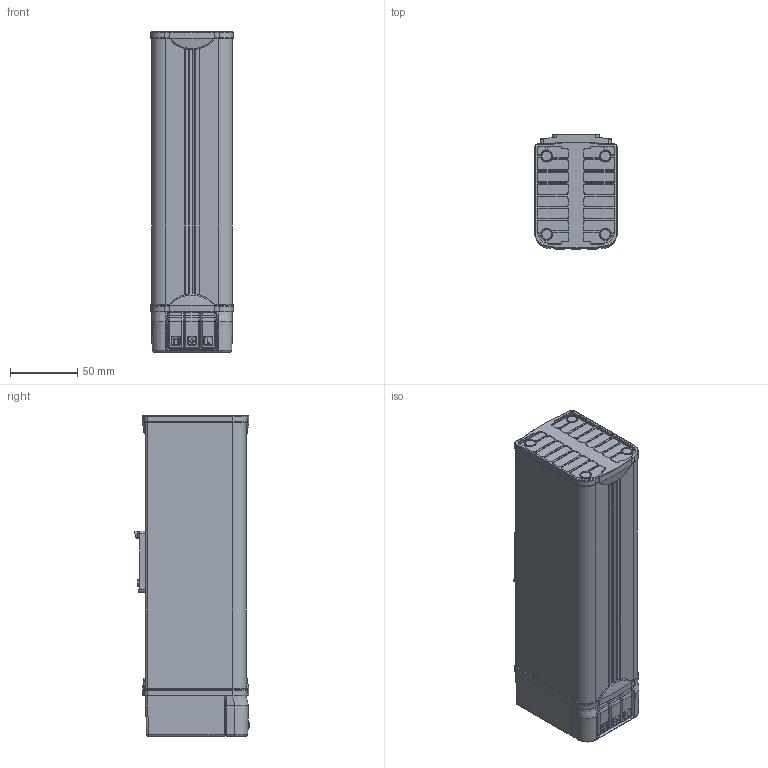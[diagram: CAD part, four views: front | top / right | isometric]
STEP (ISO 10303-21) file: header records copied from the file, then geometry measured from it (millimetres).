
FILE_DESCRIPTION((''),'2;1');
FILE_NAME('ASM0002_ASM','2024-08-23T14:34:44',('klemen.sitar'),('Audax d.o.o.'),'CREO PARAMETRIC BY PTC INC, 2021304','CREO PARAMETRIC BY PTC INC, 2021304','');
FILE_SCHEMA(('AP242_MANAGED_MODEL_BASED_3D_ENGINEERING_MIM_LF { 1 0 10303 442 1 1 4 }'));
Products named in the file (7): 2_A; 3_A; 4_A; BREP_1; X1; 001344074-3DFILE_ASM; ASM0002_ASM
Assembly tree (7 placements, depth 3):
  ASM0002_ASM
    001344074-3DFILE_ASM
      2_A
      3_A  x2
      4_A
      BREP_1
      X1
Bounding box: 61.5 x 85.15 x 238.2 mm (x, y, z)
Volume: 897528.4 mm3; surface area: 88791.4 mm2
Topology: 5 solids, 7 shells, 1300 faces, 3464 edges, 2176 vertices
Faces by surface type: cylinder 562, torus 299, plane 297, cone 91, bspline 38, sphere 8, extrusion 5
Entity records: 70665 total; most frequent: CARTESIAN_POINT 18385, DIRECTION 7063, ORIENTED_EDGE 6368, PRESENTATION_STYLE_ASSIGNMENT 4739, STYLED_ITEM 4739, CURVE_STYLE 3442, EDGE_CURVE 3437, AXIS2_PLACEMENT_3D 2740
